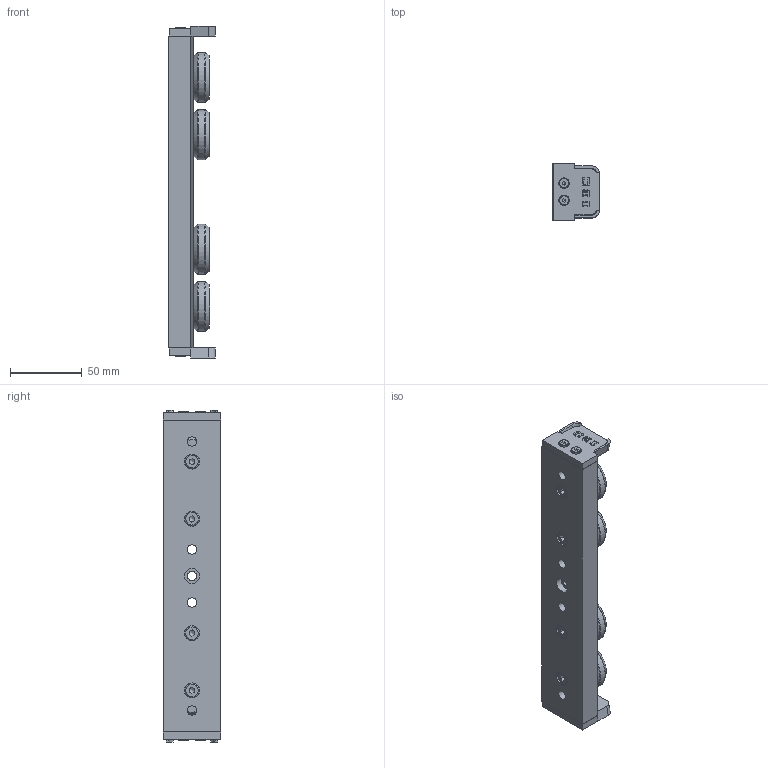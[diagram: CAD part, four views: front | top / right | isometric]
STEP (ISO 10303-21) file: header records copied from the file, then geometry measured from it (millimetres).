
FILE_DESCRIPTION((''),'2;1');
FILE_NAME('CU 43-22.A.2RS.AUS.stp','2011-03-07T11:51:55',('MKoza'),(''),'Autodesk Inventor 2009','Autodesk Inventor 2009','');
FILE_SCHEMA(('AUTOMOTIVE_DESIGN { 1 0 10303 214 1 1 1 1 }'));
Length unit declared in the file: millimetre
Products named in the file (7): CU 43-.2RS.AUS; LL.CU 43; CBRS(E) 35-43.2RS; DIN 7984 M6 x 18; Abstreiferlippe; ABS U43; DIN 7984 M4 x 8
Assembly tree (17 placements, depth 2):
  CU 43-.2RS.AUS
    LL.CU 43
    CBRS(E) 35-43.2RS  x4
    DIN 7984 M6 x 18  x4
    Abstreiferlippe  x2
    ABS U43  x2
    DIN 7984 M4 x 8  x4
Bounding box: 32.7 x 40 x 232 mm (x, y, z)
Volume: 180611.6 mm3; surface area: 64386.1 mm2
Topology: 17 solids, 17 shells, 551 faces, 1270 edges, 797 vertices
Faces by surface type: plane 266, cylinder 132, bspline 77, torus 48, cone 28
Full cylindrical faces by diameter (mm): 4 x4, 6 x4, 7 x4, 10 x8, 12 x4, 35 x4
Entity records: 7627 total; most frequent: CARTESIAN_POINT 2038, DIRECTION 1109, ORIENTED_EDGE 1016, EDGE_CURVE 508, AXIS2_PLACEMENT_3D 402, VERTEX_POINT 351, EDGE_LOOP 347, VECTOR 305
